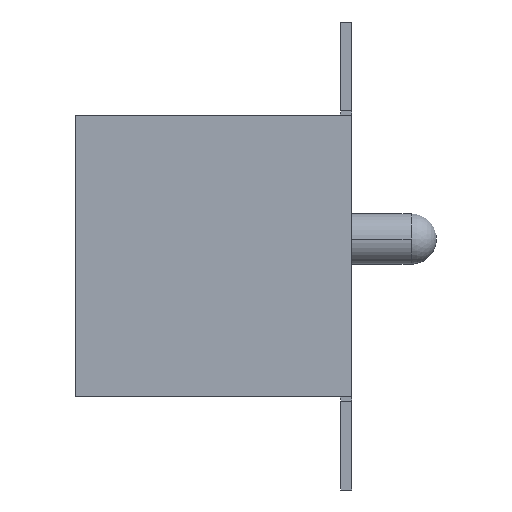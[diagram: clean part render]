
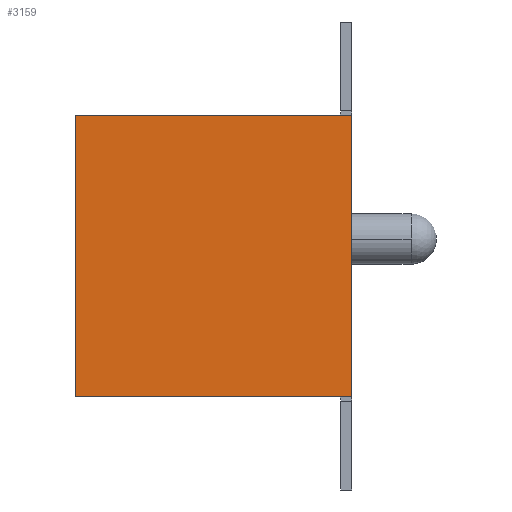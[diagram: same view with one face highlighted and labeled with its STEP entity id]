
A CAD part, left-side view. The second image highlights one B-rep face of the part: STEP entity #3159.
In plain terms, the highlighted planar face has unit normal (-1, 0, 0).
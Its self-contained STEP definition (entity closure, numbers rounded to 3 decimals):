
#1625=PLANE('',#31199);
#3159=ADVANCED_FACE('',(#5441),#1625,.F.);
#5441=FACE_OUTER_BOUND('',#7200,.T.);
#7200=EDGE_LOOP('',(#18651,#18652,#18653,#18654));
#9614=LINE('',#48449,#12418);
#9650=LINE('',#48521,#12454);
#9651=LINE('',#48523,#12455);
#9652=LINE('',#48525,#12456);
#12418=VECTOR('',#36877,1.);
#12454=VECTOR('',#36937,1.);
#12455=VECTOR('',#36938,1.);
#12456=VECTOR('',#36939,1.);
#18651=ORIENTED_EDGE('',*,*,#27282,.T.);
#18652=ORIENTED_EDGE('',*,*,#27246,.F.);
#18653=ORIENTED_EDGE('',*,*,#27283,.F.);
#18654=ORIENTED_EDGE('',*,*,#27284,.T.);
#23671=VERTEX_POINT('',#48443);
#23674=VERTEX_POINT('',#48448);
#23699=VERTEX_POINT('',#48522);
#23700=VERTEX_POINT('',#48524);
#27246=EDGE_CURVE('',#23674,#23671,#9614,.T.);
#27282=EDGE_CURVE('',#23699,#23671,#9650,.T.);
#27283=EDGE_CURVE('',#23700,#23674,#9651,.T.);
#27284=EDGE_CURVE('',#23700,#23699,#9652,.T.);
#31199=AXIS2_PLACEMENT_3D('',#48526,#36940,#36941);
#36877=DIRECTION('',(0.,0.,-1.));
#36937=DIRECTION('',(0.,-1.,0.));
#36938=DIRECTION('',(0.,-1.,0.));
#36939=DIRECTION('',(0.,0.,-1.));
#36940=DIRECTION('',(1.,0.,0.));
#36941=DIRECTION('',(0.,0.,1.));
#48443=CARTESIAN_POINT('',(-5.184,-0.238,-2.5));
#48448=CARTESIAN_POINT('',(-5.184,-0.238,2.5));
#48449=CARTESIAN_POINT('',(-5.184,-0.238,2.5));
#48521=CARTESIAN_POINT('',(-5.184,4.662,-2.5));
#48522=CARTESIAN_POINT('',(-5.184,4.662,-2.5));
#48523=CARTESIAN_POINT('',(-5.184,4.662,2.5));
#48524=CARTESIAN_POINT('',(-5.184,4.662,2.5));
#48525=CARTESIAN_POINT('',(-5.184,4.662,2.5));
#48526=CARTESIAN_POINT('',(-5.184,4.662,2.5));
